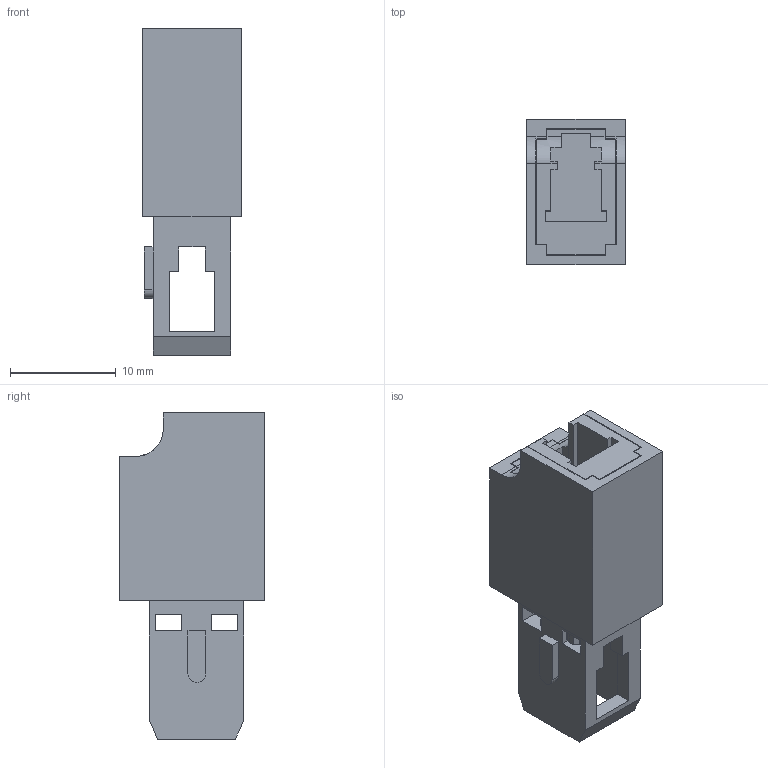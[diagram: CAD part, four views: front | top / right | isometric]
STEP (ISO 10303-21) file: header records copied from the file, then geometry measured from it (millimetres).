
FILE_DESCRIPTION (( 'STEP AP214' ), '1' );
FILE_NAME ('FOA-SM-SCMLCF_3D.STEP', '2020-08-10T21:38:23', ( '' ), ( '' ), 'SwSTEP 2.0', 'SolidWorks 2018', '' );
FILE_SCHEMA (( 'AUTOMOTIVE_DESIGN' ));
Length unit declared in the file: inch
Products named in the file (1): FOA-SM-SCMLCF_3D
Bounding box: 9.35 x 13.77 x 30.86 mm (x, y, z)
Volume: 2028 mm3; surface area: 2741.5 mm2
Topology: 1 solids, 1 shells, 122 faces, 365 edges, 242 vertices
Faces by surface type: plane 116, cylinder 6
Entity records: 4101 total; most frequent: CARTESIAN_POINT 730, ORIENTED_EDGE 730, DIRECTION 631, EDGE_CURVE 365, LINE 345, VECTOR 345, VERTEX_POINT 242, AXIS2_PLACEMENT_3D 143
